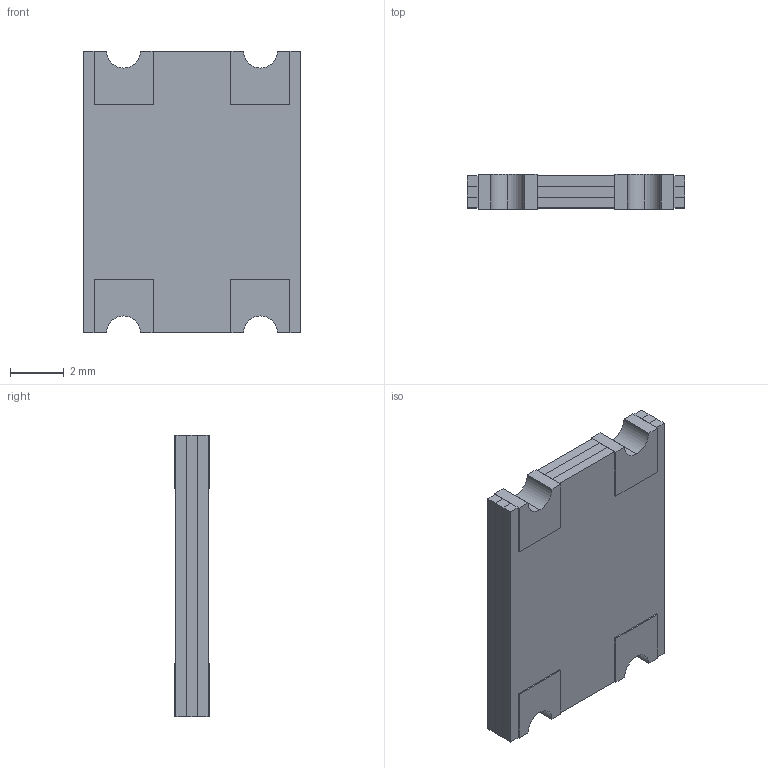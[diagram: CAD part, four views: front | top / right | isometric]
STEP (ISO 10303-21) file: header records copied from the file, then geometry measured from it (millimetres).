
FILE_DESCRIPTION (( 'STEP AP214' ), '1' );
FILE_NAME ('CD-DF4XXSL.STEP', '2024-06-02T16:45:20', ( '' ), ( '' ), 'SwSTEP 2.0', 'SolidWorks 2022', '' );
FILE_SCHEMA (( 'AUTOMOTIVE_DESIGN' ));
Length unit declared in the file: millimetre
Products named in the file (1): CD-DF4XXSL
Bounding box: 8.1 x 1.3 x 10.5 mm (x, y, z)
Volume: 100.6 mm3; surface area: 546.2 mm2
Topology: 7 solids, 7 shells, 100 faces, 258 edges, 172 vertices
Faces by surface type: plane 94, cylinder 6
Entity records: 3082 total; most frequent: CARTESIAN_POINT 531, ORIENTED_EDGE 516, DIRECTION 472, EDGE_CURVE 258, VECTOR 246, LINE 246, VERTEX_POINT 172, AXIS2_PLACEMENT_3D 113
